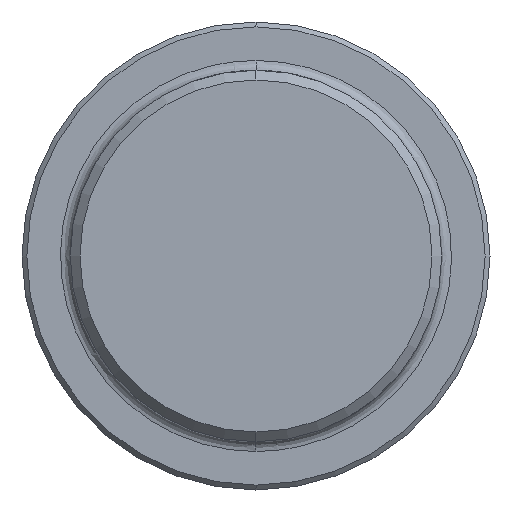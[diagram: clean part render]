
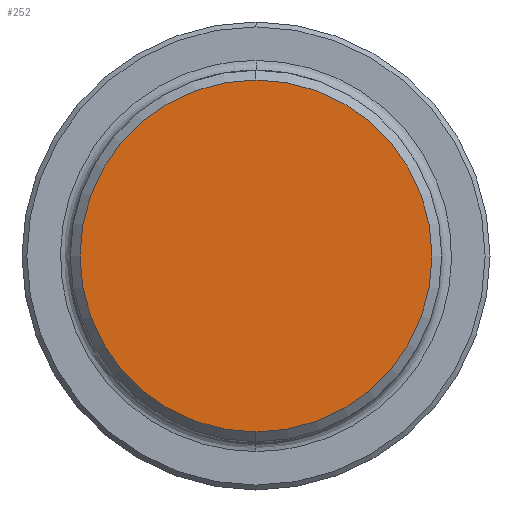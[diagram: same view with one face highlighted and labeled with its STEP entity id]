
A CAD part, left-side view. The second image highlights one B-rep face of the part: STEP entity #252.
In plain terms, the highlighted planar face has unit normal (-1, 0, 0).
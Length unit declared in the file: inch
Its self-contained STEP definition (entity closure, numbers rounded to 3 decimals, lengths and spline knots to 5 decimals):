
#133 = CARTESIAN_POINT ( 'NONE',  ( -3.32717, 0., 0. ) ) ;
#252 = ADVANCED_FACE ( 'NONE', ( #1354 ), #1533, .T. ) ;
#373 = DIRECTION ( 'NONE',  ( 1., 0., 0. ) ) ;
#522 = CARTESIAN_POINT ( 'NONE',  ( -3.32717, 0., 0.71063 ) ) ;
#532 = DIRECTION ( 'NONE',  ( 0., 0., -1. ) ) ;
#542 = CARTESIAN_POINT ( 'NONE',  ( -3.32717, 0., -0.71063 ) ) ;
#552 = DIRECTION ( 'NONE',  ( 1., 0., 0. ) ) ;
#588 = EDGE_LOOP ( 'NONE', ( #938, #1723 ) ) ;
#677 = EDGE_CURVE ( 'NONE', #1881, #1455, #1634, .T. ) ;
#745 = AXIS2_PLACEMENT_3D ( 'NONE', #1623, #373, #1160 ) ;
#851 = CARTESIAN_POINT ( 'NONE',  ( -3.32717, 0., 0. ) ) ;
#938 = ORIENTED_EDGE ( 'NONE', *, *, #1532, .F. ) ;
#1143 = CIRCLE ( 'NONE', #1177, 0.71063 ) ;
#1160 = DIRECTION ( 'NONE',  ( 0., 0., -1. ) ) ;
#1177 = AXIS2_PLACEMENT_3D ( 'NONE', #851, #552, #532 ) ;
#1242 = DIRECTION ( 'NONE',  ( 0., 0., 1. ) ) ;
#1354 = FACE_OUTER_BOUND ( 'NONE', #588, .T. ) ;
#1362 = AXIS2_PLACEMENT_3D ( 'NONE', #133, #2003, #1242 ) ;
#1455 = VERTEX_POINT ( 'NONE', #542 ) ;
#1532 = EDGE_CURVE ( 'NONE', #1455, #1881, #1143, .T. ) ;
#1533 = PLANE ( 'NONE',  #1362 ) ;
#1623 = CARTESIAN_POINT ( 'NONE',  ( -3.32717, 0., 0. ) ) ;
#1634 = CIRCLE ( 'NONE', #745, 0.71063 ) ;
#1723 = ORIENTED_EDGE ( 'NONE', *, *, #677, .F. ) ;
#1881 = VERTEX_POINT ( 'NONE', #522 ) ;
#2003 = DIRECTION ( 'NONE',  ( -1., 0., 0. ) ) ;
